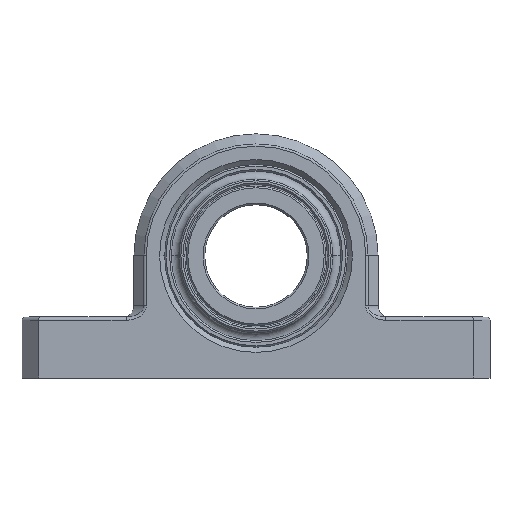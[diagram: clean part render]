
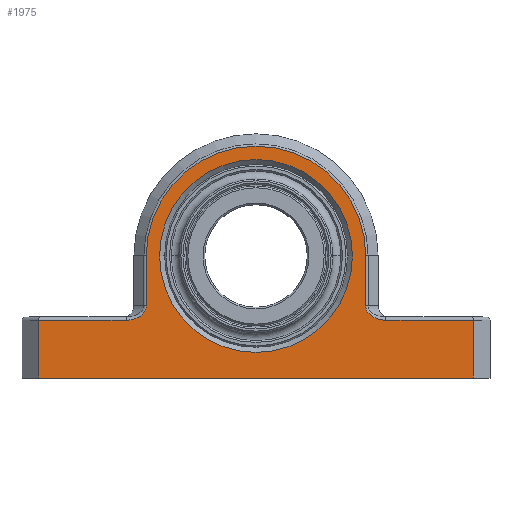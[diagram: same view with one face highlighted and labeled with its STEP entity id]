
A CAD part, top view. The second image highlights one B-rep face of the part: STEP entity #1975.
In plain terms, the highlighted planar face has unit normal (0, 0, 1).
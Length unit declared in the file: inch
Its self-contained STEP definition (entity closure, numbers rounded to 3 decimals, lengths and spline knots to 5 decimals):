
#83 = CARTESIAN_POINT ( 'NONE',  ( -0.66797, -0.1975, 0.10156 ) ) ;
#105 = ORIENTED_EDGE ( 'NONE', *, *, #1401, .T. ) ;
#117 = EDGE_CURVE ( 'NONE', #1270, #2841, #1035, .T. ) ;
#120 = CARTESIAN_POINT ( 'NONE',  ( 0.39902, -0.1975, 0.10156 ) ) ;
#125 = AXIS2_PLACEMENT_3D ( 'NONE', #1640, #1188, #2174 ) ;
#207 = DIRECTION ( 'NONE',  ( 1., 0., 0. ) ) ;
#240 = EDGE_LOOP ( 'NONE', ( #680, #2969 ) ) ;
#261 = PLANE ( 'NONE',  #461 ) ;
#304 = CARTESIAN_POINT ( 'NONE',  ( -0.39902, -0.1975, 0.10156 ) ) ;
#321 = CARTESIAN_POINT ( 'NONE',  ( -0.337, -0.15365, 0.10156 ) ) ;
#334 = CARTESIAN_POINT ( 'NONE',  ( 0.337, -0.15365, 0.10156 ) ) ;
#398 = VERTEX_POINT ( 'NONE', #3023 ) ;
#405 = ORIENTED_EDGE ( 'NONE', *, *, #3199, .T. ) ;
#429 = CARTESIAN_POINT ( 'NONE',  ( 0.66797, -0.375, 0.10156 ) ) ;
#434 = CARTESIAN_POINT ( 'NONE',  ( 0., 0., 0.10156 ) ) ;
#443 = CIRCLE ( 'NONE', #1376, 0.29625 ) ;
#448 = DIRECTION ( 'NONE',  ( 0., 0., -1. ) ) ;
#461 = AXIS2_PLACEMENT_3D ( 'NONE', #1440, #1468, #2214 ) ;
#535 = EDGE_CURVE ( 'NONE', #742, #2672, #3140, .T. ) ;
#539 = AXIS2_PLACEMENT_3D ( 'NONE', #1430, #1657, #207 ) ;
#570 = ORIENTED_EDGE ( 'NONE', *, *, #535, .T. ) ;
#597 = CARTESIAN_POINT ( 'NONE',  ( 0.337, -0.17934, 0.10156 ) ) ;
#648 = ORIENTED_EDGE ( 'NONE', *, *, #117, .T. ) ;
#680 = ORIENTED_EDGE ( 'NONE', *, *, #769, .T. ) ;
#713 = CIRCLE ( 'NONE', #125, 0.337 ) ;
#742 = VERTEX_POINT ( 'NONE', #951 ) ;
#750 = LINE ( 'NONE', #2974, #1282 ) ;
#769 = EDGE_CURVE ( 'NONE', #2426, #1604, #782, .T. ) ;
#782 = CIRCLE ( 'NONE', #539, 0.29625 ) ;
#830 = EDGE_CURVE ( 'NONE', #2672, #1238, #2269, .T. ) ;
#837 = ORIENTED_EDGE ( 'NONE', *, *, #2634, .T. ) ;
#849 = DIRECTION ( 'NONE',  ( -1., 0., 0. ) ) ;
#901 = VECTOR ( 'NONE', #849, 39.37008 ) ;
#906 = FACE_BOUND ( 'NONE', #240, .T. ) ;
#951 = CARTESIAN_POINT ( 'NONE',  ( 0.66797, -0.1975, 0.10156 ) ) ;
#1035 =( BOUNDED_CURVE ( )  B_SPLINE_CURVE ( 3, ( #321, #2272, #2052, #304 ),
 .UNSPECIFIED., .F., .F. ) 
 B_SPLINE_CURVE_WITH_KNOTS ( ( 4, 4 ),
 ( 3.14159, 4.71239 ),
 .UNSPECIFIED. ) 
 CURVE ( )  GEOMETRIC_REPRESENTATION_ITEM ( )  RATIONAL_B_SPLINE_CURVE ( ( 1., 0.805, 0.805, 1. ) ) 
 REPRESENTATION_ITEM ( '' )  );
#1053 = LINE ( 'NONE', #429, #1838 ) ;
#1054 = CARTESIAN_POINT ( 'NONE',  ( 0.337, -0.15365, 0.10156 ) ) ;
#1103 = CARTESIAN_POINT ( 'NONE',  ( 0.29625, 0., 0.10156 ) ) ;
#1124 = CARTESIAN_POINT ( 'NONE',  ( -0.66797, -0.375, 0.10156 ) ) ;
#1153 = CARTESIAN_POINT ( 'NONE',  ( 0.39902, -0.1975, 0.10156 ) ) ;
#1154 = VECTOR ( 'NONE', #1572, 39.37008 ) ;
#1177 = ORIENTED_EDGE ( 'NONE', *, *, #1786, .T. ) ;
#1188 = DIRECTION ( 'NONE',  ( 0., 0., 1. ) ) ;
#1194 = CARTESIAN_POINT ( 'NONE',  ( -0.337, -0.15365, 0.10156 ) ) ;
#1236 = VERTEX_POINT ( 'NONE', #1797 ) ;
#1238 = VERTEX_POINT ( 'NONE', #1054 ) ;
#1254 = EDGE_CURVE ( 'NONE', #1604, #2426, #443, .T. ) ;
#1260 = ORIENTED_EDGE ( 'NONE', *, *, #1690, .T. ) ;
#1270 = VERTEX_POINT ( 'NONE', #1194 ) ;
#1282 = VECTOR ( 'NONE', #2689, 39.37008 ) ;
#1347 = CARTESIAN_POINT ( 'NONE',  ( 0.36269, -0.1975, 0.10156 ) ) ;
#1376 = AXIS2_PLACEMENT_3D ( 'NONE', #434, #448, #2431 ) ;
#1401 = EDGE_CURVE ( 'NONE', #2841, #398, #1626, .T. ) ;
#1413 = CARTESIAN_POINT ( 'NONE',  ( 0.337, 0., 0.10156 ) ) ;
#1430 = CARTESIAN_POINT ( 'NONE',  ( 0., 0., 0.10156 ) ) ;
#1440 = CARTESIAN_POINT ( 'NONE',  ( 0., 0., 0.10156 ) ) ;
#1463 = EDGE_CURVE ( 'NONE', #2298, #398, #1518, .T. ) ;
#1468 = DIRECTION ( 'NONE',  ( 0., 0., 1. ) ) ;
#1518 = LINE ( 'NONE', #1124, #2619 ) ;
#1523 = ORIENTED_EDGE ( 'NONE', *, *, #2674, .T. ) ;
#1572 = DIRECTION ( 'NONE',  ( -1., 0., 0. ) ) ;
#1604 = VERTEX_POINT ( 'NONE', #2901 ) ;
#1626 = LINE ( 'NONE', #83, #901 ) ;
#1640 = CARTESIAN_POINT ( 'NONE',  ( 0., 0., 0.10156 ) ) ;
#1647 = DIRECTION ( 'NONE',  ( 0., 1., 0. ) ) ;
#1657 = DIRECTION ( 'NONE',  ( 0., 0., -1. ) ) ;
#1690 = EDGE_CURVE ( 'NONE', #2298, #2064, #2932, .T. ) ;
#1706 = DIRECTION ( 'NONE',  ( 1., 0., 0. ) ) ;
#1734 = EDGE_LOOP ( 'NONE', ( #405, #570, #2330, #837, #1523, #1177, #648, #105, #3037, #1260 ) ) ;
#1754 = VECTOR ( 'NONE', #2898, 39.37008 ) ;
#1786 = EDGE_CURVE ( 'NONE', #1236, #1270, #750, .T. ) ;
#1797 = CARTESIAN_POINT ( 'NONE',  ( -0.337, 0., 0.10156 ) ) ;
#1838 = VECTOR ( 'NONE', #2681, 39.37008 ) ;
#1935 = CARTESIAN_POINT ( 'NONE',  ( 0.337, 0., 0.10156 ) ) ;
#1975 = ADVANCED_FACE ( 'NONE', ( #906, #2890 ), #261, .T. ) ;
#2052 = CARTESIAN_POINT ( 'NONE',  ( -0.36269, -0.1975, 0.10156 ) ) ;
#2064 = VERTEX_POINT ( 'NONE', #2740 ) ;
#2174 = DIRECTION ( 'NONE',  ( 1., 0., 0. ) ) ;
#2214 = DIRECTION ( 'NONE',  ( 1., 0., 0. ) ) ;
#2269 =( BOUNDED_CURVE ( )  B_SPLINE_CURVE ( 3, ( #120, #1347, #597, #334 ),
 .UNSPECIFIED., .F., .F. ) 
 B_SPLINE_CURVE_WITH_KNOTS ( ( 4, 4 ),
 ( 4.71239, 6.28319 ),
 .UNSPECIFIED. ) 
 CURVE ( )  GEOMETRIC_REPRESENTATION_ITEM ( )  RATIONAL_B_SPLINE_CURVE ( ( 1., 0.805, 0.805, 1. ) ) 
 REPRESENTATION_ITEM ( '' )  );
#2272 = CARTESIAN_POINT ( 'NONE',  ( -0.337, -0.17934, 0.10156 ) ) ;
#2298 = VERTEX_POINT ( 'NONE', #2796 ) ;
#2330 = ORIENTED_EDGE ( 'NONE', *, *, #830, .T. ) ;
#2426 = VERTEX_POINT ( 'NONE', #1103 ) ;
#2431 = DIRECTION ( 'NONE',  ( 1., 0., 0. ) ) ;
#2482 = CARTESIAN_POINT ( 'NONE',  ( -0.39902, -0.1975, 0.10156 ) ) ;
#2496 = LINE ( 'NONE', #1935, #1754 ) ;
#2500 = VECTOR ( 'NONE', #1706, 39.37008 ) ;
#2619 = VECTOR ( 'NONE', #1647, 39.37008 ) ;
#2634 = EDGE_CURVE ( 'NONE', #1238, #2670, #2496, .T. ) ;
#2635 = CARTESIAN_POINT ( 'NONE',  ( 0.71875, -0.375, 0.10156 ) ) ;
#2670 = VERTEX_POINT ( 'NONE', #1413 ) ;
#2672 = VERTEX_POINT ( 'NONE', #1153 ) ;
#2674 = EDGE_CURVE ( 'NONE', #2670, #1236, #713, .T. ) ;
#2681 = DIRECTION ( 'NONE',  ( 0., 1., 0. ) ) ;
#2689 = DIRECTION ( 'NONE',  ( 0., -1., 0. ) ) ;
#2740 = CARTESIAN_POINT ( 'NONE',  ( 0.66797, -0.375, 0.10156 ) ) ;
#2796 = CARTESIAN_POINT ( 'NONE',  ( -0.66797, -0.375, 0.10156 ) ) ;
#2841 = VERTEX_POINT ( 'NONE', #2482 ) ;
#2890 = FACE_OUTER_BOUND ( 'NONE', #1734, .T. ) ;
#2898 = DIRECTION ( 'NONE',  ( 0., 1., 0. ) ) ;
#2901 = CARTESIAN_POINT ( 'NONE',  ( -0.29625, 0., 0.10156 ) ) ;
#2932 = LINE ( 'NONE', #2635, #2500 ) ;
#2969 = ORIENTED_EDGE ( 'NONE', *, *, #1254, .T. ) ;
#2974 = CARTESIAN_POINT ( 'NONE',  ( -0.337, 0., 0.10156 ) ) ;
#3023 = CARTESIAN_POINT ( 'NONE',  ( -0.66797, -0.1975, 0.10156 ) ) ;
#3032 = CARTESIAN_POINT ( 'NONE',  ( 0.38902, -0.1975, 0.10156 ) ) ;
#3037 = ORIENTED_EDGE ( 'NONE', *, *, #1463, .F. ) ;
#3140 = LINE ( 'NONE', #3032, #1154 ) ;
#3199 = EDGE_CURVE ( 'NONE', #2064, #742, #1053, .T. ) ;
